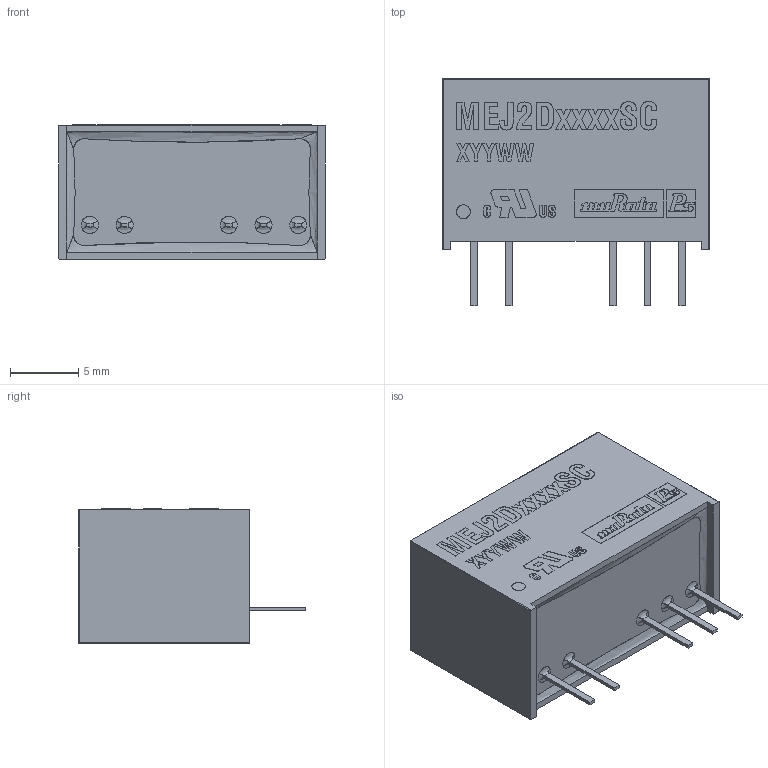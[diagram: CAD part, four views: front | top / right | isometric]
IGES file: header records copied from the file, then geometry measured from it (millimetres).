
Start section: SolidWorks IGES file using NURBS representation for surfaces
Global section: file name: mps_dcdc_mej2d_sc_a.IGS; native system: SolidWorks 2014; preprocessor: SolidWorks 2014; author: LFrancis; date: 141004.165831; units: millimetre
Bounding box: 19.5 x 16.6 x 9.82 mm (x, y, z)
Surface area: 1377.9 mm2 (no closed solid volume)
Topology: 0 solids, 0 shells, 405 faces, 2824 edges, 2822 vertices
Faces by surface type: bspline 405
